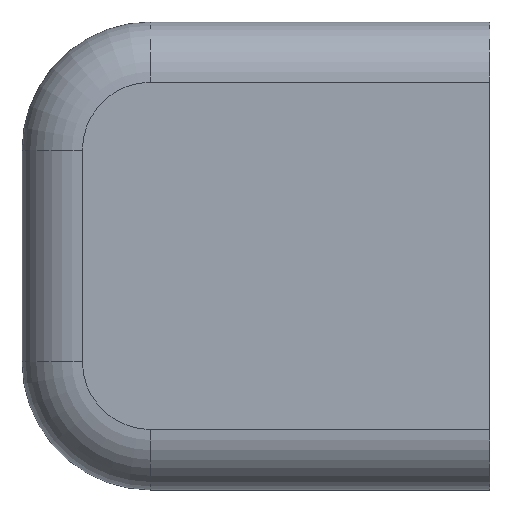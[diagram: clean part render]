
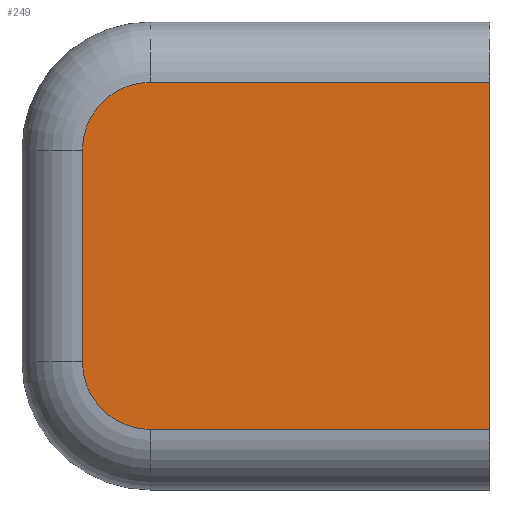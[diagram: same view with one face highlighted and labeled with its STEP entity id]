
A CAD part, top view. The second image highlights one B-rep face of the part: STEP entity #249.
In plain terms, the highlighted planar face has unit normal (0, 0, 1).
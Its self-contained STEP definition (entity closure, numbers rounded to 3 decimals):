
#1 = DIRECTION ( 'NONE',  ( 0., 0., 1. ) ) ;
#73 = ORIENTED_EDGE ( 'NONE', *, *, #677, .T. ) ;
#88 = CIRCLE ( 'NONE', #450, 4.5 ) ;
#116 = VERTEX_POINT ( 'NONE', #631 ) ;
#118 = CARTESIAN_POINT ( 'NONE',  ( 0., 11.5, 2.5 ) ) ;
#142 = ORIENTED_EDGE ( 'NONE', *, *, #214, .T. ) ;
#148 = EDGE_CURVE ( 'NONE', #174, #341, #572, .T. ) ;
#161 = LINE ( 'NONE', #632, #718 ) ;
#169 = EDGE_CURVE ( 'NONE', #116, #174, #88, .T. ) ;
#174 = VERTEX_POINT ( 'NONE', #187 ) ;
#184 = DIRECTION ( 'NONE',  ( 0., -1., 0. ) ) ;
#187 = CARTESIAN_POINT ( 'NONE',  ( -27., 7., 2.5 ) ) ;
#201 = CARTESIAN_POINT ( 'NONE',  ( 0., -11.5, 2.5 ) ) ;
#213 = CARTESIAN_POINT ( 'NONE',  ( -27., -7., 2.5 ) ) ;
#214 = EDGE_CURVE ( 'NONE', #427, #116, #659, .T. ) ;
#230 = EDGE_CURVE ( 'NONE', #439, #427, #161, .T. ) ;
#248 = DIRECTION ( 'NONE',  ( -1., 0., 0. ) ) ;
#249 = ADVANCED_FACE ( 'NONE', ( #662 ), #673, .F. ) ;
#255 = DIRECTION ( 'NONE',  ( 1., 0., 0. ) ) ;
#282 = CARTESIAN_POINT ( 'NONE',  ( -22.5, -7., 2.5 ) ) ;
#306 = VECTOR ( 'NONE', #255, 1000. ) ;
#311 = ORIENTED_EDGE ( 'NONE', *, *, #148, .T. ) ;
#314 = CARTESIAN_POINT ( 'NONE',  ( -22.5, 7., 2.5 ) ) ;
#316 = CARTESIAN_POINT ( 'NONE',  ( -27., -7., 2.5 ) ) ;
#333 = ORIENTED_EDGE ( 'NONE', *, *, #704, .T. ) ;
#341 = VERTEX_POINT ( 'NONE', #213 ) ;
#396 = VECTOR ( 'NONE', #184, 1000. ) ;
#414 = DIRECTION ( 'NONE',  ( 0., 0., -1. ) ) ;
#427 = VERTEX_POINT ( 'NONE', #118 ) ;
#439 = VERTEX_POINT ( 'NONE', #201 ) ;
#450 = AXIS2_PLACEMENT_3D ( 'NONE', #314, #721, #779 ) ;
#460 = DIRECTION ( 'NONE',  ( -1., 0., 0. ) ) ;
#494 = CARTESIAN_POINT ( 'NONE',  ( -22.5, 11.5, 2.5 ) ) ;
#500 = EDGE_LOOP ( 'NONE', ( #73, #333, #520, #142, #563, #311 ) ) ;
#508 = CARTESIAN_POINT ( 'NONE',  ( -22.5, -11.5, 2.5 ) ) ;
#520 = ORIENTED_EDGE ( 'NONE', *, *, #230, .T. ) ;
#548 = DIRECTION ( 'NONE',  ( -1., 0., 0. ) ) ;
#549 = DIRECTION ( 'NONE',  ( 0., 1., 0. ) ) ;
#554 = AXIS2_PLACEMENT_3D ( 'NONE', #680, #414, #460 ) ;
#563 = ORIENTED_EDGE ( 'NONE', *, *, #169, .T. ) ;
#564 = CARTESIAN_POINT ( 'NONE',  ( -22.5, -11.5, 2.5 ) ) ;
#567 = AXIS2_PLACEMENT_3D ( 'NONE', #282, #1, #548 ) ;
#572 = LINE ( 'NONE', #316, #396 ) ;
#597 = VECTOR ( 'NONE', #248, 1000. ) ;
#603 = VERTEX_POINT ( 'NONE', #564 ) ;
#631 = CARTESIAN_POINT ( 'NONE',  ( -22.5, 11.5, 2.5 ) ) ;
#632 = CARTESIAN_POINT ( 'NONE',  ( 0., 15.5, 2.5 ) ) ;
#659 = LINE ( 'NONE', #494, #597 ) ;
#662 = FACE_OUTER_BOUND ( 'NONE', #500, .T. ) ;
#673 = PLANE ( 'NONE',  #554 ) ;
#677 = EDGE_CURVE ( 'NONE', #341, #603, #692, .T. ) ;
#680 = CARTESIAN_POINT ( 'NONE',  ( -22.5, -7., 2.5 ) ) ;
#692 = CIRCLE ( 'NONE', #567, 4.5 ) ;
#704 = EDGE_CURVE ( 'NONE', #603, #439, #772, .T. ) ;
#718 = VECTOR ( 'NONE', #549, 1000. ) ;
#721 = DIRECTION ( 'NONE',  ( 0., 0., 1. ) ) ;
#772 = LINE ( 'NONE', #508, #306 ) ;
#779 = DIRECTION ( 'NONE',  ( -1., 0., 0. ) ) ;
